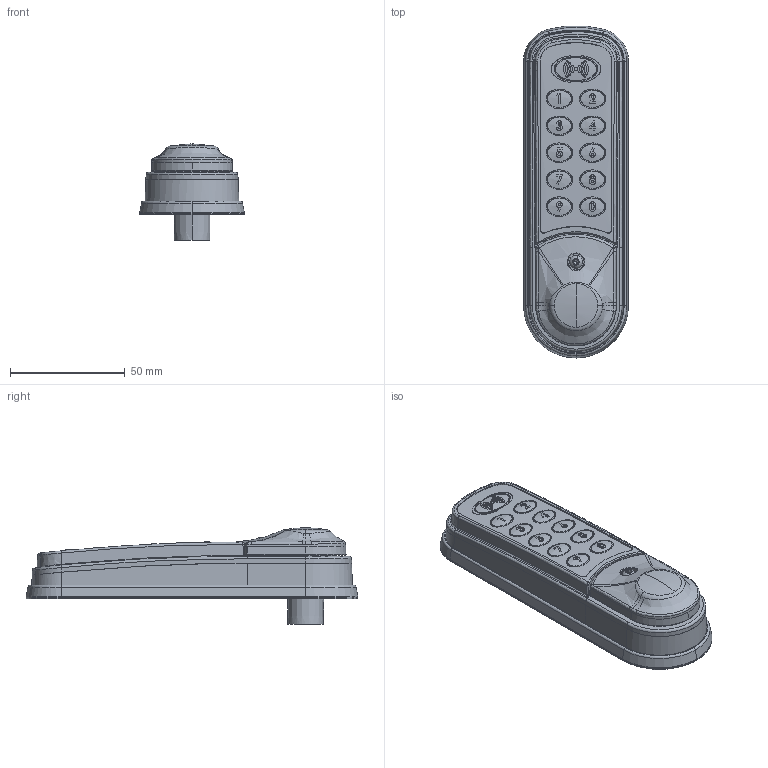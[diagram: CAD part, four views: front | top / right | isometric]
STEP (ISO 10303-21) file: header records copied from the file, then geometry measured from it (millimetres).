
FILE_DESCRIPTION (( 'STEP AP214' ), '1' );
FILE_NAME ('3964 Website Cad Model.STEP', '2022-04-27T09:04:21', ( '' ), ( '' ), 'SwSTEP 2.0', 'SolidWorks 2021', '' );
FILE_SCHEMA (( 'AUTOMOTIVE_DESIGN' ));
Length unit declared in the file: millimetre
Products named in the file (10): 8025080 Website 3961; 9247337_Foam_Gasket; socket button head screw_bsi_BS EN ISO 7380 - M3 x 6 - 6N; 8401091; 3964 Website Cad Model; 9247387_Keypad Bend; 9226570; 8025082_Wet_Area_Handle; 8025083_CAP_C; 9226571
Assembly tree (9 placements, depth 2):
  3964 Website Cad Model
    8025080 Website 3961
    8025082_Wet_Area_Handle
    8025083_CAP_C
    9226571
    9226570
    8401091
    9247337_Foam_Gasket
    socket button head screw_bsi_BS EN ISO 7380 - M3 x 6 - 6N
    9247387_Keypad Bend
Bounding box: 45.7 x 144.62 x 41.98 mm (x, y, z)
Volume: 53837.3 mm3; surface area: 87156.4 mm2
Topology: 8 solids, 10 shells, 2791 faces, 7363 edges, 4758 vertices
Faces by surface type: plane 1303, bspline 791, cylinder 372, cone 156, torus 146, sphere 23
Entity records: 130409 total; most frequent: CARTESIAN_POINT 64850, ORIENTED_EDGE 14664, DIRECTION 10358, EDGE_CURVE 7340, VERTEX_POINT 4758, VECTOR 3978, LINE 3978, AXIS2_PLACEMENT_3D 3190
